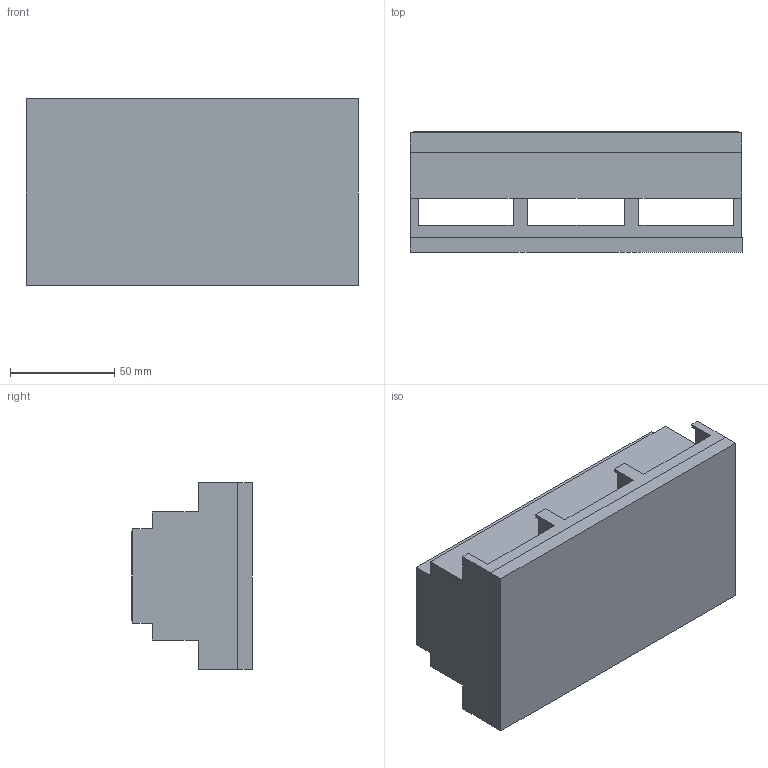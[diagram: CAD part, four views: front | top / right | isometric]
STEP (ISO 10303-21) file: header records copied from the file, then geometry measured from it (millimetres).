
FILE_DESCRIPTION (( 'STEP AP214' ), '1' );
FILE_NAME ('User Library-D9MG_Asm.STEP', '2025-12-16T18:27:40', ( '' ), ( '' ), 'SwSTEP 2.0', 'SolidWorks 2022', '' );
FILE_SCHEMA (( 'AUTOMOTIVE_DESIGN' ));
Length unit declared in the file: millimetre
Products named in the file (4): D9MG_Bottom_Å« π¼«½τá¡¿ε; User Library-D9MG_Asm; D9MG_Top_Å« π¼«½τá¡¿ε; D9MG_Closer_BSH_Å« π¼«½τá¡¿ε
Assembly tree (3 placements, depth 2):
  User Library-D9MG_Asm
    D9MG_Bottom_Å« π¼«½τá¡¿ε
    D9MG_Top_Å« π¼«½τá¡¿ε
    D9MG_Closer_BSH_Å« π¼«½τá¡¿ε
Bounding box: 159.5 x 58 x 89.5 mm (x, y, z)
Volume: 136729.9 mm3; surface area: 103058.8 mm2
Topology: 3 solids, 3 shells, 355 faces, 1023 edges, 682 vertices
Faces by surface type: plane 238, bspline 101, cylinder 16
Entity records: 20294 total; most frequent: CARTESIAN_POINT 7535, ORIENTED_EDGE 2046, DIRECTION 1373, EDGE_CURVE 1023, LINE 789, VECTOR 789, VERTEX_POINT 682, EDGE_LOOP 385
